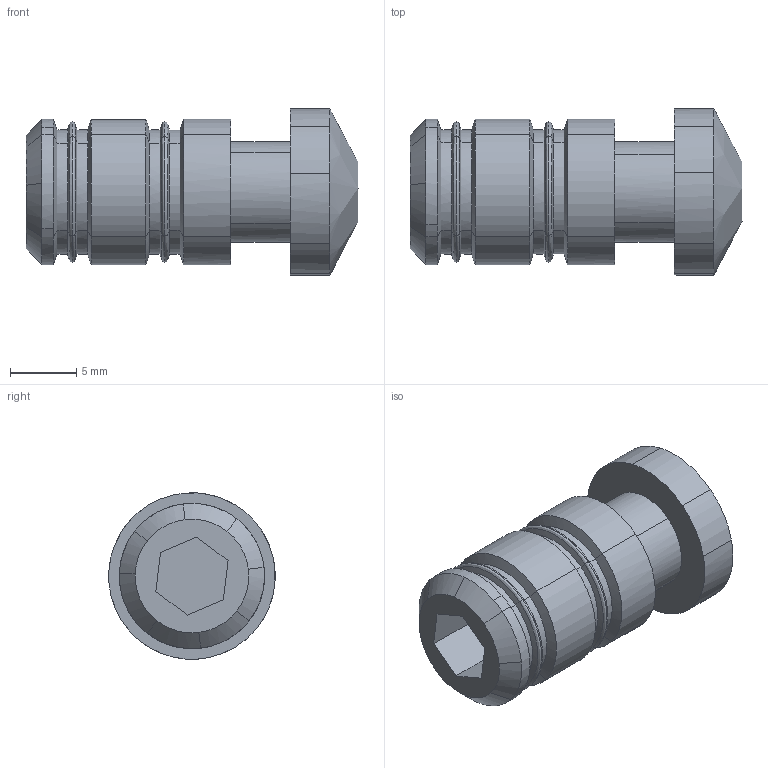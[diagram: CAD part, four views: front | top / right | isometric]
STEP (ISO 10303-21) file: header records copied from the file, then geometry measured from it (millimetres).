
FILE_DESCRIPTION(('CATIA V5 STEP Exchange'),'2;1');
FILE_NAME('QIU WO QIAN JIAN.stp','2023-06-09T05:28:06+00:00',('none'),('none'),'CATIA Version 5-6 Release 2017','CATIA V5 STEP AP203','none');
FILE_SCHEMA(('CONFIG_CONTROL_DESIGN'));
Length unit declared in the file: millimetre
Products named in the file (1): QIU WO QIAN JIAN
Bounding box: 25.13 x 12.59 x 12.58 mm (x, y, z)
Volume: 1947.2 mm3; surface area: 1296.2 mm2
Topology: 1 solids, 1 shells, 110 faces, 248 edges, 143 vertices
Faces by surface type: bspline 100, plane 10
Entity records: 3055 total; most frequent: CARTESIAN_POINT 1671, ORIENTED_EDGE 496, EDGE_CURVE 248, VERTEX_POINT 143, EDGE_LOOP 113, ADVANCED_FACE 110, FACE_OUTER_BOUND 110, DIRECTION 38
